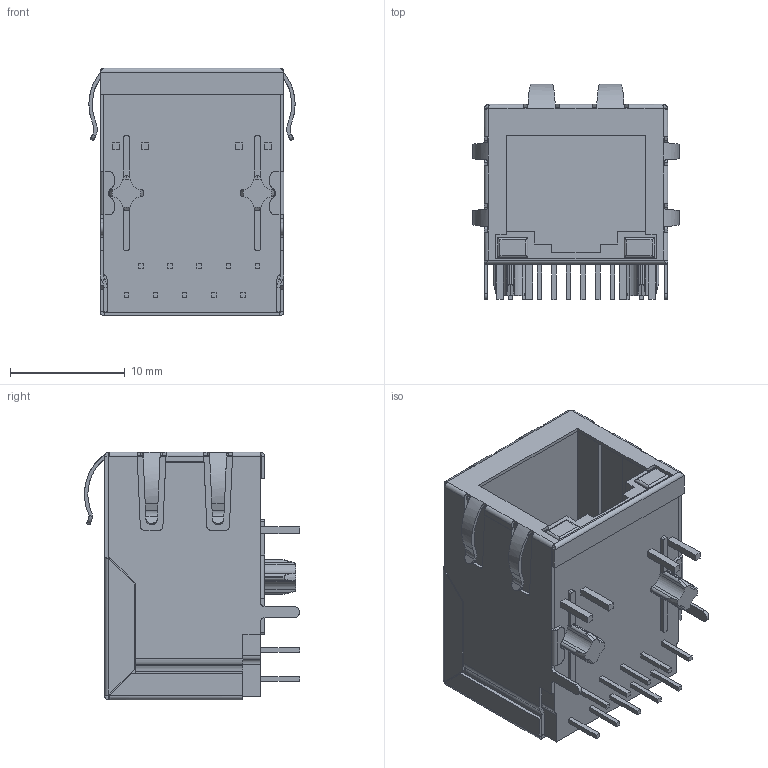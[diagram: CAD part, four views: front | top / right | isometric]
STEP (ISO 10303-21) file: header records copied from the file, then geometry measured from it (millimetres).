
FILE_DESCRIPTION (( 'STEP AP214' ), '1' );
FILE_NAME ('HY931147C.STEP', '2025-02-18T08:01:31', ( 'LENOVO' ), ( '' ), 'SwSTEP 2.0', 'SolidWorks 2021', '' );
FILE_SCHEMA (( 'AUTOMOTIVE_DESIGN' ));
Length unit declared in the file: millimetre
Products named in the file (1): HY931147C
Bounding box: 17.98 x 18.75 x 21.6 mm (x, y, z)
Volume: 3517.6 mm3; surface area: 4794.4 mm2
Topology: 18 solids, 18 shells, 591 faces, 1494 edges, 936 vertices
Faces by surface type: plane 379, cylinder 184, bspline 18, cone 10
Entity records: 18011 total; most frequent: CARTESIAN_POINT 4230, ORIENTED_EDGE 2988, DIRECTION 2558, EDGE_CURVE 1494, LINE 1046, VECTOR 1046, VERTEX_POINT 936, AXIS2_PLACEMENT_3D 756
